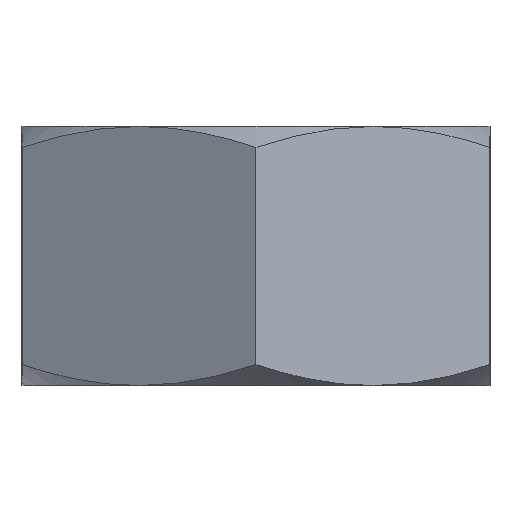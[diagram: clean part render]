
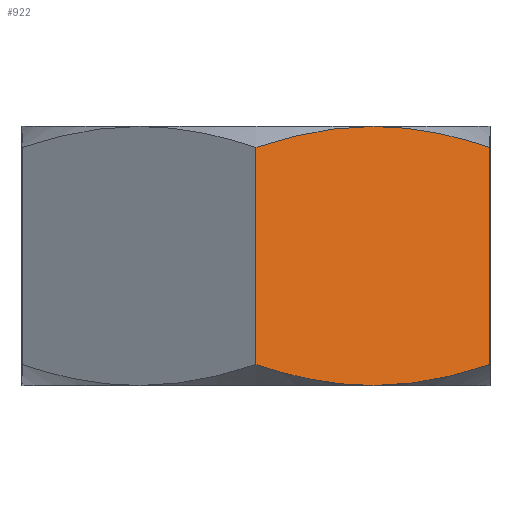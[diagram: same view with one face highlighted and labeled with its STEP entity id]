
A CAD part, front view. The second image highlights one B-rep face of the part: STEP entity #922.
In plain terms, the highlighted planar face has unit normal (0.5, -0.866, 0).
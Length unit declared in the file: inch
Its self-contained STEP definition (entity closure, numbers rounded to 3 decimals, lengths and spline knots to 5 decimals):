
#21 = CARTESIAN_POINT ( 'NONE',  ( 0.4018, -0.2732, -0.21501 ) ) ;
#32 = ORIENTED_EDGE ( 'NONE', *, *, #1478, .T. ) ;
#46 = CARTESIAN_POINT ( 'NONE',  ( 0.36567, -0.29406, 0.22487 ) ) ;
#82 = CARTESIAN_POINT ( 'NONE',  ( 0., -0.50518, -0.20311 ) ) ;
#108 = ORIENTED_EDGE ( 'NONE', *, *, #2046, .T. ) ;
#115 = DIRECTION ( 'NONE',  ( 0.5, -0.866, 0. ) ) ;
#220 = VECTOR ( 'NONE', #2193, 39.37008 ) ;
#303 = ORIENTED_EDGE ( 'NONE', *, *, #1447, .T. ) ;
#334 = VERTEX_POINT ( 'NONE', #1240 ) ;
#347 = B_SPLINE_CURVE_WITH_KNOTS ( 'NONE', 3,
 ( #2651, #1001, #614, #424, #847, #1886, #1232, #2294 ),
 .UNSPECIFIED., .F., .F.,
 ( 4, 2, 2, 4 ),
 ( 0.00649, 0.00811, 0.00973, 0.01296 ),
 .UNSPECIFIED. ) ;
#359 = B_SPLINE_CURVE_WITH_KNOTS ( 'NONE', 3,
 ( #1051, #620, #1254, #2095, #629, #1889, #21, #2088 ),
 .UNSPECIFIED., .F., .F.,
 ( 4, 2, 2, 4 ),
 ( 0.00649, 0.00811, 0.00973, 0.01296 ),
 .UNSPECIFIED. ) ;
#415 = CARTESIAN_POINT ( 'NONE',  ( 0.4375, -0.25259, 0.20311 ) ) ;
#421 = DIRECTION ( 'NONE',  ( 0., 0., 1. ) ) ;
#424 = CARTESIAN_POINT ( 'NONE',  ( 0.14465, -0.42167, 0.23769 ) ) ;
#496 = DIRECTION ( 'NONE',  ( 0.866, 0.5, 0. ) ) ;
#579 = CARTESIAN_POINT ( 'NONE',  ( 0.21875, -0.37889, -0.24219 ) ) ;
#587 = EDGE_CURVE ( 'NONE', #334, #2013, #2205, .T. ) ;
#614 = CARTESIAN_POINT ( 'NONE',  ( 0.18154, -0.40037, 0.24126 ) ) ;
#620 = CARTESIAN_POINT ( 'NONE',  ( 0.23731, -0.36817, -0.24219 ) ) ;
#628 = FACE_OUTER_BOUND ( 'NONE', #842, .T. ) ;
#629 = CARTESIAN_POINT ( 'NONE',  ( 0.31117, -0.32553, -0.23504 ) ) ;
#712 = CARTESIAN_POINT ( 'NONE',  ( 0., -0.50518, -0.24219 ) ) ;
#723 = LINE ( 'NONE', #2083, #762 ) ;
#762 = VECTOR ( 'NONE', #421, 39.37008 ) ;
#827 = CARTESIAN_POINT ( 'NONE',  ( 0.40172, -0.27325, 0.21504 ) ) ;
#842 = EDGE_LOOP ( 'NONE', ( #2359, #2266, #303, #32, #1065, #108 ) ) ;
#847 = CARTESIAN_POINT ( 'NONE',  ( 0.12633, -0.43225, 0.23504 ) ) ;
#897 = PLANE ( 'NONE',  #1220 ) ;
#904 = CARTESIAN_POINT ( 'NONE',  ( 0.18148, -0.4004, -0.24219 ) ) ;
#922 = ADVANCED_FACE ( 'NONE', ( #628 ), #897, .T. ) ;
#1001 = CARTESIAN_POINT ( 'NONE',  ( 0.20019, -0.3896, 0.24219 ) ) ;
#1012 = LINE ( 'NONE', #1160, #220 ) ;
#1044 = CARTESIAN_POINT ( 'NONE',  ( 0.25602, -0.35737, 0.24219 ) ) ;
#1051 = CARTESIAN_POINT ( 'NONE',  ( 0.21875, -0.37889, -0.24219 ) ) ;
#1065 = ORIENTED_EDGE ( 'NONE', *, *, #1427, .T. ) ;
#1117 = CARTESIAN_POINT ( 'NONE',  ( 0.21875, -0.37889, 0.24219 ) ) ;
#1160 = CARTESIAN_POINT ( 'NONE',  ( 0., -0.50518, -0.24219 ) ) ;
#1220 = AXIS2_PLACEMENT_3D ( 'NONE', #712, #115, #496 ) ;
#1232 = CARTESIAN_POINT ( 'NONE',  ( 0.0357, -0.48457, 0.21501 ) ) ;
#1240 = CARTESIAN_POINT ( 'NONE',  ( 0., -0.50518, -0.20311 ) ) ;
#1254 = CARTESIAN_POINT ( 'NONE',  ( 0.25596, -0.3574, -0.24126 ) ) ;
#1427 = EDGE_CURVE ( 'NONE', #1489, #2323, #1782, .T. ) ;
#1447 = EDGE_CURVE ( 'NONE', #2013, #2554, #359, .T. ) ;
#1478 = EDGE_CURVE ( 'NONE', #2554, #1489, #723, .T. ) ;
#1489 = VERTEX_POINT ( 'NONE', #2485 ) ;
#1747 = VERTEX_POINT ( 'NONE', #2360 ) ;
#1764 = CARTESIAN_POINT ( 'NONE',  ( 0.21875, -0.37889, -0.24219 ) ) ;
#1782 = B_SPLINE_CURVE_WITH_KNOTS ( 'NONE', 3,
 ( #415, #827, #46, #1867, #1044, #2492 ),
 .UNSPECIFIED., .F., .F.,
 ( 4, 2, 4 ),
 ( 0., 0.00325, 0.00649 ),
 .UNSPECIFIED. ) ;
#1867 = CARTESIAN_POINT ( 'NONE',  ( 0.29282, -0.33612, 0.23846 ) ) ;
#1886 = CARTESIAN_POINT ( 'NONE',  ( 0.07169, -0.46379, 0.22483 ) ) ;
#1889 = CARTESIAN_POINT ( 'NONE',  ( 0.36581, -0.29398, -0.22483 ) ) ;
#2013 = VERTEX_POINT ( 'NONE', #579 ) ;
#2046 = EDGE_CURVE ( 'NONE', #2323, #1747, #347, .T. ) ;
#2083 = CARTESIAN_POINT ( 'NONE',  ( 0.4375, -0.25259, -0.24219 ) ) ;
#2088 = CARTESIAN_POINT ( 'NONE',  ( 0.4375, -0.25259, -0.20311 ) ) ;
#2095 = CARTESIAN_POINT ( 'NONE',  ( 0.29285, -0.3361, -0.23769 ) ) ;
#2144 = CARTESIAN_POINT ( 'NONE',  ( 0.14468, -0.42165, -0.23846 ) ) ;
#2193 = DIRECTION ( 'NONE',  ( 0., 0., 1. ) ) ;
#2205 = B_SPLINE_CURVE_WITH_KNOTS ( 'NONE', 3,
 ( #82, #2345, #2363, #2144, #904, #1764 ),
 .UNSPECIFIED., .F., .F.,
 ( 4, 2, 4 ),
 ( 0., 0.00325, 0.00649 ),
 .UNSPECIFIED. ) ;
#2266 = ORIENTED_EDGE ( 'NONE', *, *, #587, .T. ) ;
#2294 = CARTESIAN_POINT ( 'NONE',  ( 0., -0.50518, 0.20311 ) ) ;
#2323 = VERTEX_POINT ( 'NONE', #1117 ) ;
#2345 = CARTESIAN_POINT ( 'NONE',  ( 0.03578, -0.48452, -0.21504 ) ) ;
#2359 = ORIENTED_EDGE ( 'NONE', *, *, #2545, .F. ) ;
#2360 = CARTESIAN_POINT ( 'NONE',  ( 0., -0.50518, 0.20311 ) ) ;
#2363 = CARTESIAN_POINT ( 'NONE',  ( 0.07183, -0.46371, -0.22487 ) ) ;
#2405 = CARTESIAN_POINT ( 'NONE',  ( 0.4375, -0.25259, -0.20311 ) ) ;
#2485 = CARTESIAN_POINT ( 'NONE',  ( 0.4375, -0.25259, 0.20311 ) ) ;
#2492 = CARTESIAN_POINT ( 'NONE',  ( 0.21875, -0.37889, 0.24219 ) ) ;
#2545 = EDGE_CURVE ( 'NONE', #334, #1747, #1012, .T. ) ;
#2554 = VERTEX_POINT ( 'NONE', #2405 ) ;
#2651 = CARTESIAN_POINT ( 'NONE',  ( 0.21875, -0.37889, 0.24219 ) ) ;
